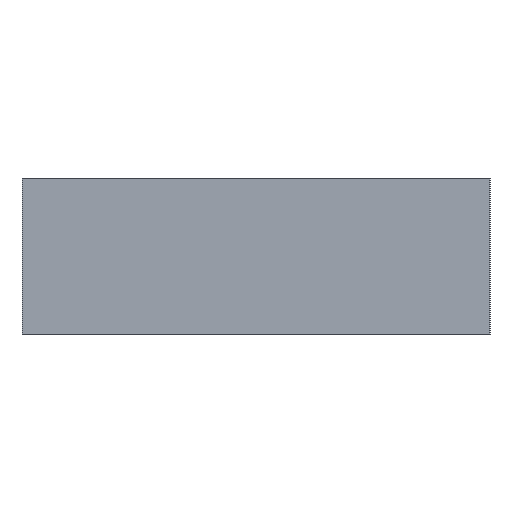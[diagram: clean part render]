
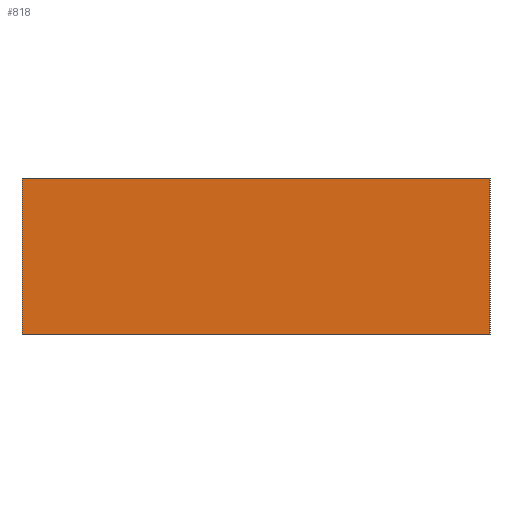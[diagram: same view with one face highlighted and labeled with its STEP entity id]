
A CAD part, left-side view. The second image highlights one B-rep face of the part: STEP entity #818.
In plain terms, the highlighted planar face has unit normal (-1, 0, 0).
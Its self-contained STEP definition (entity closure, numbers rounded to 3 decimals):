
#16 = VERTEX_POINT ( 'NONE', #129 ) ;
#73 = ORIENTED_EDGE ( 'NONE', *, *, #456, .F. ) ;
#104 = DIRECTION ( 'NONE',  ( 0., -1., 0. ) ) ;
#129 = CARTESIAN_POINT ( 'NONE',  ( -18., -18., 12. ) ) ;
#139 = VERTEX_POINT ( 'NONE', #143 ) ;
#143 = CARTESIAN_POINT ( 'NONE',  ( -18., -18., 0. ) ) ;
#156 = VERTEX_POINT ( 'NONE', #359 ) ;
#165 = VECTOR ( 'NONE', #104, 1000. ) ;
#174 = LINE ( 'NONE', #660, #685 ) ;
#180 = DIRECTION ( 'NONE',  ( 1., 0., 0. ) ) ;
#198 = VECTOR ( 'NONE', #906, 1000. ) ;
#206 = DIRECTION ( 'NONE',  ( 0., 0., -1. ) ) ;
#223 = EDGE_LOOP ( 'NONE', ( #858, #344, #73, #366 ) ) ;
#243 = LINE ( 'NONE', #322, #165 ) ;
#257 = FACE_OUTER_BOUND ( 'NONE', #223, .T. ) ;
#264 = LINE ( 'NONE', #540, #198 ) ;
#309 = EDGE_CURVE ( 'NONE', #156, #139, #243, .T. ) ;
#313 = DIRECTION ( 'NONE',  ( 0., 0., -1. ) ) ;
#322 = CARTESIAN_POINT ( 'NONE',  ( -18., -18., 0. ) ) ;
#344 = ORIENTED_EDGE ( 'NONE', *, *, #816, .F. ) ;
#359 = CARTESIAN_POINT ( 'NONE',  ( -18., 18., 0. ) ) ;
#366 = ORIENTED_EDGE ( 'NONE', *, *, #562, .T. ) ;
#379 = VECTOR ( 'NONE', #531, 1000. ) ;
#408 = VERTEX_POINT ( 'NONE', #834 ) ;
#456 = EDGE_CURVE ( 'NONE', #408, #16, #264, .T. ) ;
#531 = DIRECTION ( 'NONE',  ( 0., 0., -1. ) ) ;
#540 = CARTESIAN_POINT ( 'NONE',  ( -18., -18., 12. ) ) ;
#562 = EDGE_CURVE ( 'NONE', #408, #156, #174, .T. ) ;
#599 = CARTESIAN_POINT ( 'NONE',  ( -18., -18., 12. ) ) ;
#609 = PLANE ( 'NONE',  #892 ) ;
#651 = CARTESIAN_POINT ( 'NONE',  ( -18., -18., 12. ) ) ;
#660 = CARTESIAN_POINT ( 'NONE',  ( -18., 18., 12. ) ) ;
#685 = VECTOR ( 'NONE', #313, 1000. ) ;
#737 = LINE ( 'NONE', #651, #379 ) ;
#816 = EDGE_CURVE ( 'NONE', #16, #139, #737, .T. ) ;
#818 = ADVANCED_FACE ( 'NONE', ( #257 ), #609, .F. ) ;
#834 = CARTESIAN_POINT ( 'NONE',  ( -18., 18., 12. ) ) ;
#858 = ORIENTED_EDGE ( 'NONE', *, *, #309, .T. ) ;
#892 = AXIS2_PLACEMENT_3D ( 'NONE', #599, #180, #206 ) ;
#906 = DIRECTION ( 'NONE',  ( 0., -1., 0. ) ) ;
